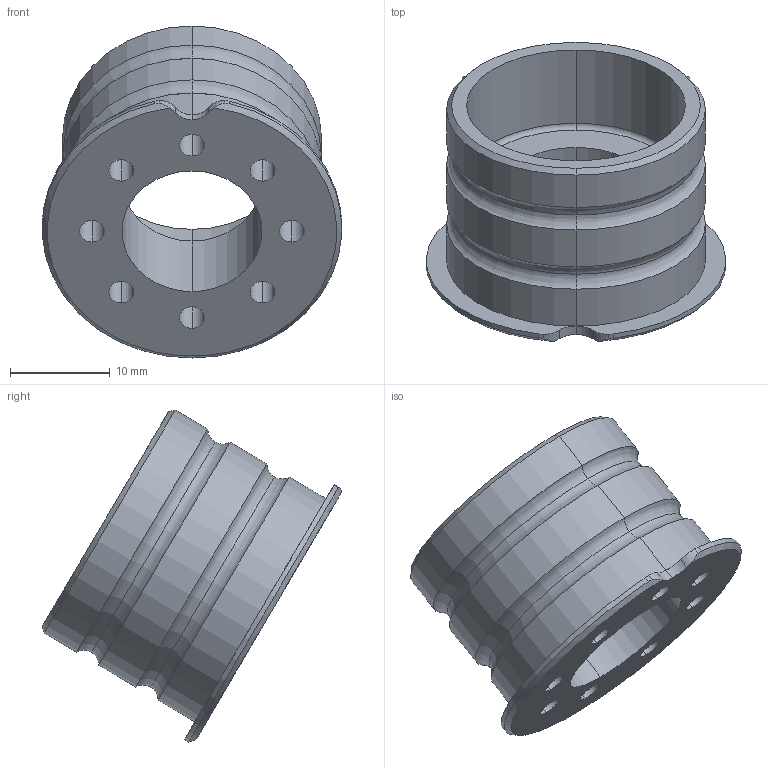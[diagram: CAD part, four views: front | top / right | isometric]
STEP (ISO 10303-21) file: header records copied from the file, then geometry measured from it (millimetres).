
FILE_DESCRIPTION (( 'STEP AP214' ), '1' );
FILE_NAME ('Glue_In_Plug.STEP', '2023-11-06T04:53:21', ( '' ), ( '' ), 'SwSTEP 2.0', 'SolidWorks 2022', '' );
FILE_SCHEMA (( 'AUTOMOTIVE_DESIGN' ));
Length unit declared in the file: millimetre
Products named in the file (1): Glue_In_Plug
Bounding box: 29.97 x 29.95 x 33.22 mm (x, y, z)
Volume: 4653.3 mm3; surface area: 4285.9 mm2
Topology: 1 solids, 1 shells, 67 faces, 157 edges, 85 vertices
Faces by surface type: cylinder 34, cone 19, torus 10, plane 4
Entity records: 1850 total; most frequent: DIRECTION 358, CARTESIAN_POINT 310, ORIENTED_EDGE 282, AXIS2_PLACEMENT_3D 153, EDGE_CURVE 141, VERTEX_POINT 85, CIRCLE 85, EDGE_LOOP 78
